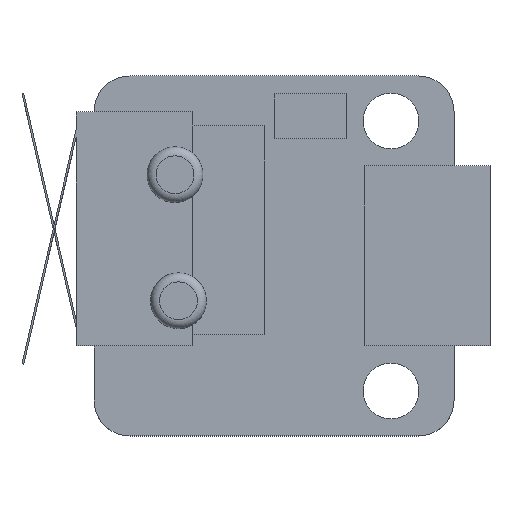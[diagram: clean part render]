
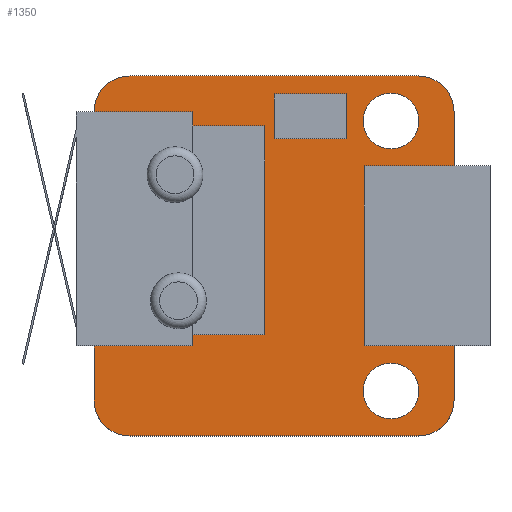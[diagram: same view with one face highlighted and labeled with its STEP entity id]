
A CAD part, top view. The second image highlights one B-rep face of the part: STEP entity #1350.
In plain terms, the highlighted planar face has unit normal (0, 0, 1).
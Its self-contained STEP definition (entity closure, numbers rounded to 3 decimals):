
#36=CIRCLE('',#1448,2.);
#37=CIRCLE('',#1449,2.);
#38=CIRCLE('',#1450,2.);
#39=CIRCLE('',#1451,2.);
#40=CIRCLE('',#1452,1.55);
#41=CIRCLE('',#1453,1.55);
#63=FACE_BOUND('',#163,.T.);
#64=FACE_BOUND('',#164,.T.);
#65=FACE_BOUND('',#165,.T.);
#82=FACE_OUTER_BOUND('',#162,.T.);
#162=EDGE_LOOP('',(#927,#928,#929,#930,#931,#932,#933,#934,#935,#936,#937,
#938,#939,#940,#941,#942,#943,#944,#945));
#163=EDGE_LOOP('',(#946,#947,#948,#949));
#164=EDGE_LOOP('',(#950));
#165=EDGE_LOOP('',(#951));
#257=LINE('',#1955,#410);
#262=LINE('',#1962,#415);
#280=LINE('',#2014,#433);
#281=LINE('',#2018,#434);
#284=LINE('',#2024,#437);
#287=LINE('',#2029,#440);
#290=LINE('',#2035,#443);
#292=LINE('',#2039,#445);
#293=LINE('',#2042,#446);
#294=LINE('',#2044,#447);
#295=LINE('',#2046,#448);
#296=LINE('',#2047,#449);
#297=LINE('',#2048,#450);
#298=LINE('',#2052,#451);
#299=LINE('',#2053,#452);
#300=LINE('',#2056,#453);
#301=LINE('',#2058,#454);
#302=LINE('',#2060,#455);
#303=LINE('',#2061,#456);
#410=VECTOR('',#1578,0.779);
#415=VECTOR('',#1583,0.621);
#433=VECTOR('',#1621,3.);
#434=VECTOR('',#1624,16.);
#437=VECTOR('',#1629,3.);
#440=VECTOR('',#1632,3.);
#443=VECTOR('',#1637,16.);
#445=VECTOR('',#1641,5.);
#446=VECTOR('',#1646,5.5);
#447=VECTOR('',#1647,4.);
#448=VECTOR('',#1648,11.6);
#449=VECTOR('',#1649,4.);
#450=VECTOR('',#1650,5.5);
#451=VECTOR('',#1655,5.);
#452=VECTOR('',#1656,10.);
#453=VECTOR('',#1657,2.479);
#454=VECTOR('',#1658,4.);
#455=VECTOR('',#1659,2.479);
#456=VECTOR('',#1660,4.);
#558=VERTEX_POINT('',#1951);
#560=VERTEX_POINT('',#1954);
#561=VERTEX_POINT('',#1959);
#562=VERTEX_POINT('',#1961);
#584=VERTEX_POINT('',#2008);
#585=VERTEX_POINT('',#2009);
#586=VERTEX_POINT('',#2012);
#587=VERTEX_POINT('',#2016);
#588=VERTEX_POINT('',#2017);
#589=VERTEX_POINT('',#2022);
#590=VERTEX_POINT('',#2023);
#591=VERTEX_POINT('',#2026);
#592=VERTEX_POINT('',#2028);
#593=VERTEX_POINT('',#2032);
#594=VERTEX_POINT('',#2034);
#595=VERTEX_POINT('',#2038);
#596=VERTEX_POINT('',#2043);
#597=VERTEX_POINT('',#2045);
#598=VERTEX_POINT('',#2051);
#599=VERTEX_POINT('',#2054);
#600=VERTEX_POINT('',#2055);
#601=VERTEX_POINT('',#2057);
#602=VERTEX_POINT('',#2059);
#603=VERTEX_POINT('',#2062);
#604=VERTEX_POINT('',#2064);
#684=EDGE_CURVE('',#558,#560,#257,.T.);
#689=EDGE_CURVE('',#561,#562,#262,.T.);
#715=EDGE_CURVE('',#585,#586,#280,.T.);
#716=EDGE_CURVE('',#587,#588,#281,.T.);
#719=EDGE_CURVE('',#589,#590,#284,.T.);
#722=EDGE_CURVE('',#592,#591,#287,.T.);
#725=EDGE_CURVE('',#594,#593,#290,.T.);
#727=EDGE_CURVE('',#592,#595,#292,.T.);
#728=EDGE_CURVE('',#591,#594,#36,.T.);
#729=EDGE_CURVE('',#593,#584,#37,.T.);
#730=EDGE_CURVE('',#560,#584,#293,.T.);
#731=EDGE_CURVE('',#596,#558,#294,.T.);
#732=EDGE_CURVE('',#597,#596,#295,.T.);
#733=EDGE_CURVE('',#562,#597,#296,.T.);
#734=EDGE_CURVE('',#585,#561,#297,.T.);
#735=EDGE_CURVE('',#586,#587,#38,.T.);
#736=EDGE_CURVE('',#588,#589,#39,.T.);
#737=EDGE_CURVE('',#598,#590,#298,.T.);
#738=EDGE_CURVE('',#595,#598,#299,.T.);
#739=EDGE_CURVE('',#599,#600,#300,.T.);
#740=EDGE_CURVE('',#601,#599,#301,.T.);
#741=EDGE_CURVE('',#602,#601,#302,.T.);
#742=EDGE_CURVE('',#600,#602,#303,.T.);
#743=EDGE_CURVE('',#603,#603,#40,.T.);
#744=EDGE_CURVE('',#604,#604,#41,.T.);
#927=ORIENTED_EDGE('',*,*,#727,.F.);
#928=ORIENTED_EDGE('',*,*,#722,.T.);
#929=ORIENTED_EDGE('',*,*,#728,.T.);
#930=ORIENTED_EDGE('',*,*,#725,.T.);
#931=ORIENTED_EDGE('',*,*,#729,.T.);
#932=ORIENTED_EDGE('',*,*,#730,.F.);
#933=ORIENTED_EDGE('',*,*,#684,.F.);
#934=ORIENTED_EDGE('',*,*,#731,.F.);
#935=ORIENTED_EDGE('',*,*,#732,.F.);
#936=ORIENTED_EDGE('',*,*,#733,.F.);
#937=ORIENTED_EDGE('',*,*,#689,.F.);
#938=ORIENTED_EDGE('',*,*,#734,.F.);
#939=ORIENTED_EDGE('',*,*,#715,.T.);
#940=ORIENTED_EDGE('',*,*,#735,.T.);
#941=ORIENTED_EDGE('',*,*,#716,.T.);
#942=ORIENTED_EDGE('',*,*,#736,.T.);
#943=ORIENTED_EDGE('',*,*,#719,.T.);
#944=ORIENTED_EDGE('',*,*,#737,.F.);
#945=ORIENTED_EDGE('',*,*,#738,.F.);
#946=ORIENTED_EDGE('',*,*,#739,.F.);
#947=ORIENTED_EDGE('',*,*,#740,.F.);
#948=ORIENTED_EDGE('',*,*,#741,.F.);
#949=ORIENTED_EDGE('',*,*,#742,.F.);
#950=ORIENTED_EDGE('',*,*,#743,.F.);
#951=ORIENTED_EDGE('',*,*,#744,.F.);
#1215=PLANE('',#1447);
#1350=ADVANCED_FACE('',(#82,#63,#64,#65),#1215,.T.);
#1447=AXIS2_PLACEMENT_3D('',#2037,#1639,#1640);
#1448=AXIS2_PLACEMENT_3D('',#2040,#1642,#1643);
#1449=AXIS2_PLACEMENT_3D('',#2041,#1644,#1645);
#1450=AXIS2_PLACEMENT_3D('',#2049,#1651,#1652);
#1451=AXIS2_PLACEMENT_3D('',#2050,#1653,#1654);
#1452=AXIS2_PLACEMENT_3D('',#2063,#1661,#1662);
#1453=AXIS2_PLACEMENT_3D('',#2065,#1663,#1664);
#1578=DIRECTION('',(0.,1.,0.));
#1583=DIRECTION('',(0.,1.,0.));
#1621=DIRECTION('',(0.,-1.,0.));
#1624=DIRECTION('',(1.,0.,0.));
#1629=DIRECTION('',(0.,1.,0.));
#1632=DIRECTION('',(0.,1.,0.));
#1637=DIRECTION('',(-1.,0.,0.));
#1639=DIRECTION('center_axis',(0.,0.,1.));
#1640=DIRECTION('ref_axis',(1.,0.,0.));
#1641=DIRECTION('',(-1.,0.,0.));
#1642=DIRECTION('center_axis',(0.,0.,1.));
#1643=DIRECTION('ref_axis',(1.,0.,0.));
#1644=DIRECTION('center_axis',(0.,0.,1.));
#1645=DIRECTION('ref_axis',(1.,0.,0.));
#1646=DIRECTION('',(-1.,0.,0.));
#1647=DIRECTION('',(-1.,0.,0.));
#1648=DIRECTION('',(0.,1.,0.));
#1649=DIRECTION('',(1.,0.,0.));
#1650=DIRECTION('',(1.,0.,0.));
#1651=DIRECTION('center_axis',(0.,0.,1.));
#1652=DIRECTION('ref_axis',(1.,0.,0.));
#1653=DIRECTION('center_axis',(0.,0.,1.));
#1654=DIRECTION('ref_axis',(1.,0.,0.));
#1655=DIRECTION('',(1.,0.,0.));
#1656=DIRECTION('',(0.,-1.,0.));
#1657=DIRECTION('',(0.,-1.,0.));
#1658=DIRECTION('',(-1.,0.,0.));
#1659=DIRECTION('',(0.,1.,0.));
#1660=DIRECTION('',(1.,0.,0.));
#1661=DIRECTION('center_axis',(0.,0.,1.));
#1662=DIRECTION('ref_axis',(1.,0.,0.));
#1663=DIRECTION('center_axis',(0.,0.,1.));
#1664=DIRECTION('ref_axis',(1.,0.,0.));
#1951=CARTESIAN_POINT('',(-4.5,7.221,2.));
#1954=CARTESIAN_POINT('',(-4.5,8.,2.));
#1955=CARTESIAN_POINT('',(-4.5,7.221,2.));
#1959=CARTESIAN_POINT('',(-4.5,-5.,2.));
#1961=CARTESIAN_POINT('',(-4.5,-4.379,2.));
#1962=CARTESIAN_POINT('',(-4.5,-5.,2.));
#2008=CARTESIAN_POINT('',(-10.,8.,2.));
#2009=CARTESIAN_POINT('',(-10.,-5.,2.));
#2012=CARTESIAN_POINT('',(-10.,-8.,2.));
#2014=CARTESIAN_POINT('',(-10.,-5.,2.));
#2016=CARTESIAN_POINT('',(-8.,-10.,2.));
#2017=CARTESIAN_POINT('',(8.,-10.,2.));
#2018=CARTESIAN_POINT('',(-8.,-10.,2.));
#2022=CARTESIAN_POINT('',(10.,-8.,2.));
#2023=CARTESIAN_POINT('',(10.,-5.,2.));
#2024=CARTESIAN_POINT('',(10.,-8.,2.));
#2026=CARTESIAN_POINT('',(10.,8.,2.));
#2028=CARTESIAN_POINT('',(10.,5.,2.));
#2029=CARTESIAN_POINT('',(10.,5.,2.));
#2032=CARTESIAN_POINT('',(-8.,10.,2.));
#2034=CARTESIAN_POINT('',(8.,10.,2.));
#2035=CARTESIAN_POINT('',(8.,10.,2.));
#2037=CARTESIAN_POINT('Origin',(0.,0.,2.));
#2038=CARTESIAN_POINT('',(5.,5.,2.));
#2039=CARTESIAN_POINT('',(10.,5.,2.));
#2040=CARTESIAN_POINT('Origin',(8.,8.,2.));
#2041=CARTESIAN_POINT('Origin',(-8.,8.,2.));
#2042=CARTESIAN_POINT('',(-4.5,8.,2.));
#2043=CARTESIAN_POINT('',(-0.5,7.221,2.));
#2044=CARTESIAN_POINT('',(-0.5,7.221,2.));
#2045=CARTESIAN_POINT('',(-0.5,-4.379,2.));
#2046=CARTESIAN_POINT('',(-0.5,-4.379,2.));
#2047=CARTESIAN_POINT('',(-4.5,-4.379,2.));
#2048=CARTESIAN_POINT('',(-10.,-5.,2.));
#2049=CARTESIAN_POINT('Origin',(-8.,-8.,2.));
#2050=CARTESIAN_POINT('Origin',(8.,-8.,2.));
#2051=CARTESIAN_POINT('',(5.,-5.,2.));
#2052=CARTESIAN_POINT('',(5.,-5.,2.));
#2053=CARTESIAN_POINT('',(5.,5.,2.));
#2054=CARTESIAN_POINT('',(0.,9.,2.));
#2055=CARTESIAN_POINT('',(0.,6.521,2.));
#2056=CARTESIAN_POINT('',(0.,9.,2.));
#2057=CARTESIAN_POINT('',(4.,9.,2.));
#2058=CARTESIAN_POINT('',(4.,9.,2.));
#2059=CARTESIAN_POINT('',(4.,6.521,2.));
#2060=CARTESIAN_POINT('',(4.,6.521,2.));
#2061=CARTESIAN_POINT('',(0.,6.521,2.));
#2062=CARTESIAN_POINT('',(4.95,-7.5,2.));
#2063=CARTESIAN_POINT('Origin',(6.5,-7.5,2.));
#2064=CARTESIAN_POINT('',(4.95,7.5,2.));
#2065=CARTESIAN_POINT('Origin',(6.5,7.5,2.));
